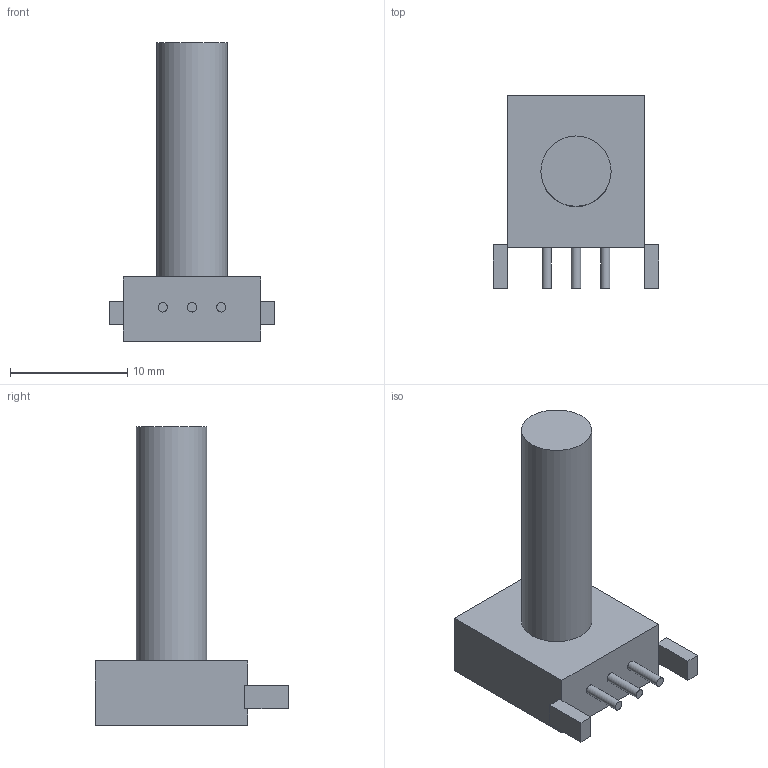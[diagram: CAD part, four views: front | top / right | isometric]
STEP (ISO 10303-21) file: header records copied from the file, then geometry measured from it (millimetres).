
FILE_DESCRIPTION(/* description */ ('Alibre Inc.'),/* implementation_level */ '2;1');
FILE_NAME(/* name */ 'export-B99B04A4-7909-4B58-A258-CA95F1982D35',/* time_stamp */ '2022-01-16T02:59:30+00:00',/* author */ (''),/* organization */ (''),/* preprocessor_version */ 'ST-DEVELOPER v17',/* originating_system */ 'Alibre',/* authorisation */ '');
FILE_SCHEMA (('CONFIG_CONTROL_DESIGN'));
Length unit declared in the file: millimetre
Bounding box: 14.11 x 16.5 x 25.49 mm (x, y, z)
Volume: 1424.2 mm3; surface area: 1034.7 mm2
Topology: 1 solids, 1 shells, 26 faces, 56 edges, 36 vertices
Faces by surface type: plane 22, cylinder 4
Full cylindrical faces by diameter (mm): 0.8 x3, 6 x1
Entity records: 723 total; most frequent: CARTESIAN_POINT 110, ORIENTED_EDGE 104, DIRECTION 86, EDGE_CURVE 52, VECTOR 40, LINE 40, VERTEX_POINT 36, EDGE_LOOP 34
